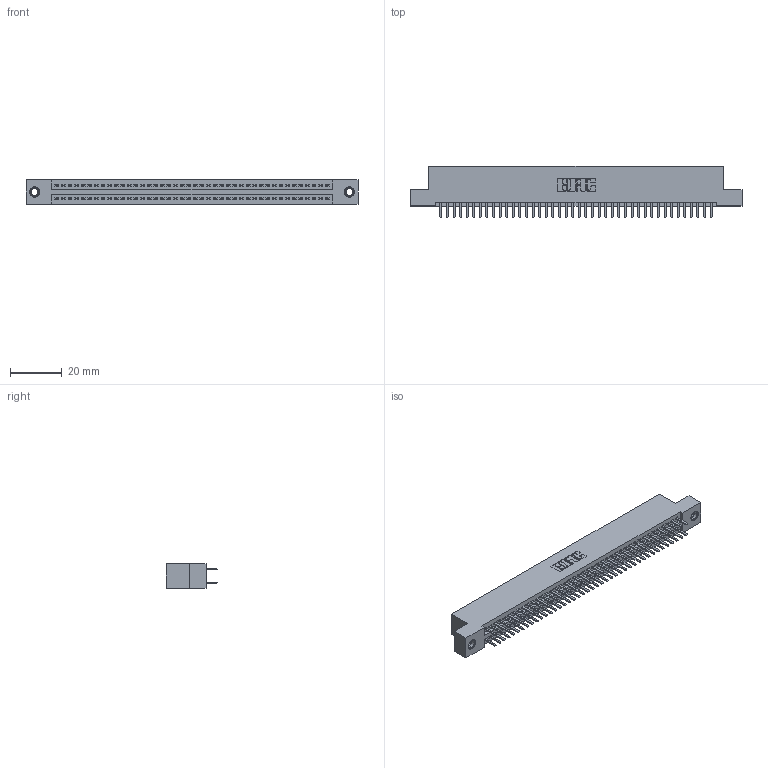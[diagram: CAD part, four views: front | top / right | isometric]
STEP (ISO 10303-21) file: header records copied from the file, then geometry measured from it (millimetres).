
FILE_DESCRIPTION (( 'STEP AP203' ), '1' );
FILE_NAME ('345-084-520-207.STEP', '2018-10-04T00:23:35', ( '' ), ( '' ), 'SwSTEP 2.0', 'SolidWorks 2016', '' );
FILE_SCHEMA (( 'CONFIG_CONTROL_DESIGN' ));
Length unit declared in the file: inch
Products named in the file (4): 345 Part_Flush Mounting Lugs - 0.156 Dia-TI; 345-292-001_345-293-120; 345-084-520-207; 345-250-001_345-250-005-103
Assembly tree (87 placements, depth 2):
  345-084-520-207
    345 Part_Flush Mounting Lugs - 0.156 Dia-TI
    345-292-001_345-293-120  x84
    345-250-001_345-250-005-103  x2
Bounding box: 127.89 x 19.68 x 9.4 mm (x, y, z)
Volume: 12372.8 mm3; surface area: 18238.5 mm2
Topology: 87 solids, 87 shells, 4722 faces, 13665 edges, 8878 vertices
Faces by surface type: plane 3052, cylinder 1654, cone 12, torus 4
Entity records: 34254 total; most frequent: CARTESIAN_POINT 5735, ORIENTED_EDGE 5650, DIRECTION 5071, EDGE_CURVE 2825, LINE 2501, VECTOR 2501, VERTEX_POINT 1876, AXIS2_PLACEMENT_3D 1285
